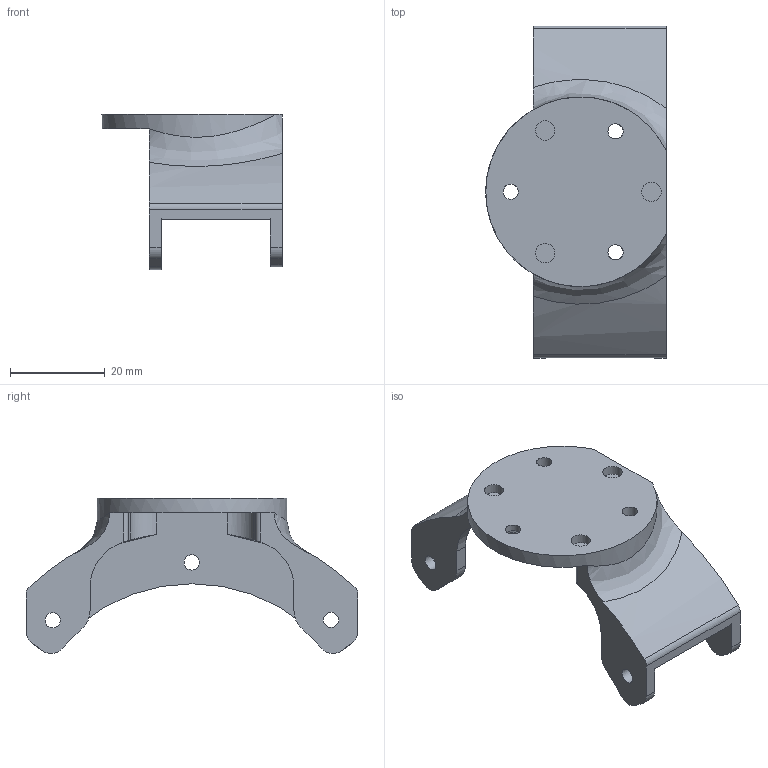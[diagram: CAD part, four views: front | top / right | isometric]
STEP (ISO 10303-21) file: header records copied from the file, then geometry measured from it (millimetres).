
FILE_DESCRIPTION(/* description */ (''),/* implementation_level */ '2;1');
FILE_NAME(/* name */ 'Hip2Body linker.step',/* time_stamp */ '2019-12-30T15:04:11+09:00',/* author */ (''),/* organization */ (''),/* preprocessor_version */ 'ST-DEVELOPER v18',/* originating_system */ 'Autodesk Translation Framework v8.12.0.6',/* authorisation */ '');
FILE_SCHEMA (('AUTOMOTIVE_DESIGN { 1 0 10303 214 3 1 1 }'));
Length unit declared in the file: millimetre
Products named in the file (2): Hip2Body linker; Hip2body linker_1
Assembly tree (1 placements, depth 2):
  Hip2Body linker
    Hip2body linker_1
Bounding box: 38.06 x 70 x 32.72 mm (x, y, z)
Volume: 11020.3 mm3; surface area: 9157.3 mm2
Topology: 1 solids, 1 shells, 67 faces, 189 edges, 127 vertices
Faces by surface type: cylinder 43, plane 21, bspline 2, cone 1
Full cylindrical faces by diameter (mm): 3.2 x8, 4.1 x3
Entity records: 2528 total; most frequent: CARTESIAN_POINT 658, DIRECTION 388, ORIENTED_EDGE 378, EDGE_CURVE 189, AXIS2_PLACEMENT_3D 151, VERTEX_POINT 127, EDGE_LOOP 86, LINE 86
